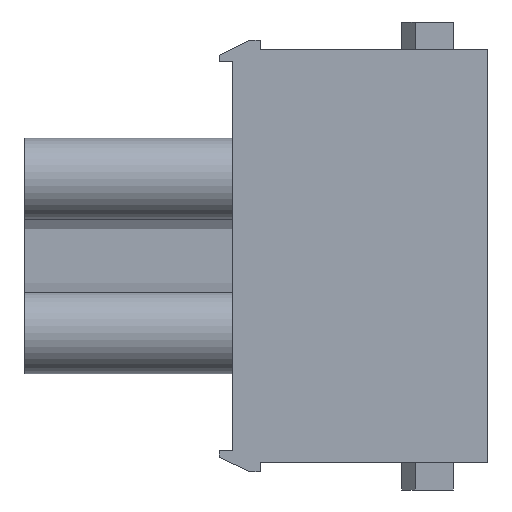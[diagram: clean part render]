
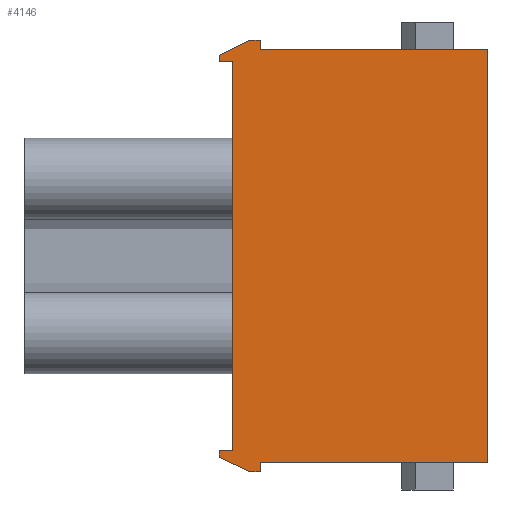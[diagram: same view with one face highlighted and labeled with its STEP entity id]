
A CAD part, left-side view. The second image highlights one B-rep face of the part: STEP entity #4146.
In plain terms, the highlighted planar face has unit normal (-1, 0, 0).
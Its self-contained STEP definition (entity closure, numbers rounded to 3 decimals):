
#2479=LINE('',#14411,#3518);
#2483=LINE('',#14420,#3522);
#2487=LINE('',#14429,#3526);
#2490=LINE('',#14435,#3529);
#2493=LINE('',#14441,#3532);
#2496=LINE('',#14447,#3535);
#2527=LINE('',#14507,#3566);
#2535=LINE('',#14523,#3574);
#2538=LINE('',#14529,#3577);
#2540=LINE('',#14533,#3579);
#2542=LINE('',#14537,#3581);
#2544=LINE('',#14541,#3583);
#2545=LINE('',#14543,#3584);
#2546=LINE('',#14545,#3585);
#3518=VECTOR('',#12096,1.);
#3522=VECTOR('',#12102,1.);
#3526=VECTOR('',#12108,1.);
#3529=VECTOR('',#12113,1.);
#3532=VECTOR('',#12118,1.);
#3535=VECTOR('',#12123,1.);
#3566=VECTOR('',#12174,1.);
#3574=VECTOR('',#12186,1.);
#3577=VECTOR('',#12191,1.);
#3579=VECTOR('',#12195,1.);
#3581=VECTOR('',#12199,1.);
#3583=VECTOR('',#12203,1.);
#3584=VECTOR('',#12206,1.);
#3585=VECTOR('',#12207,1.);
#4146=ADVANCED_FACE('',(#4924),#4538,.T.);
#4538=PLANE('',#10276);
#4924=FACE_OUTER_BOUND('',#5397,.T.);
#5397=EDGE_LOOP('',(#7492,#7493,#7494,#7495,#7496,#7497,#7498,#7499,#7500,
#7501,#7502,#7503,#7504,#7505));
#7492=ORIENTED_EDGE('',*,*,#9463,.T.);
#7493=ORIENTED_EDGE('',*,*,#9446,.F.);
#7494=ORIENTED_EDGE('',*,*,#9398,.T.);
#7495=ORIENTED_EDGE('',*,*,#9415,.T.);
#7496=ORIENTED_EDGE('',*,*,#9412,.T.);
#7497=ORIENTED_EDGE('',*,*,#9409,.T.);
#7498=ORIENTED_EDGE('',*,*,#9406,.T.);
#7499=ORIENTED_EDGE('',*,*,#9402,.T.);
#7500=ORIENTED_EDGE('',*,*,#9464,.T.);
#7501=ORIENTED_EDGE('',*,*,#9465,.T.);
#7502=ORIENTED_EDGE('',*,*,#9454,.T.);
#7503=ORIENTED_EDGE('',*,*,#9457,.T.);
#7504=ORIENTED_EDGE('',*,*,#9459,.T.);
#7505=ORIENTED_EDGE('',*,*,#9461,.T.);
#8327=VERTEX_POINT('',#14412);
#8328=VERTEX_POINT('',#14413);
#8331=VERTEX_POINT('',#14421);
#8332=VERTEX_POINT('',#14422);
#8335=VERTEX_POINT('',#14430);
#8337=VERTEX_POINT('',#14436);
#8339=VERTEX_POINT('',#14442);
#8360=VERTEX_POINT('',#14508);
#8366=VERTEX_POINT('',#14524);
#8367=VERTEX_POINT('',#14525);
#8368=VERTEX_POINT('',#14530);
#8369=VERTEX_POINT('',#14534);
#8370=VERTEX_POINT('',#14538);
#8371=VERTEX_POINT('',#14544);
#9398=EDGE_CURVE('',#8327,#8328,#2479,.T.);
#9402=EDGE_CURVE('',#8331,#8332,#2483,.T.);
#9406=EDGE_CURVE('',#8335,#8331,#2487,.T.);
#9409=EDGE_CURVE('',#8337,#8335,#2490,.T.);
#9412=EDGE_CURVE('',#8339,#8337,#2493,.T.);
#9415=EDGE_CURVE('',#8328,#8339,#2496,.T.);
#9446=EDGE_CURVE('',#8327,#8360,#2527,.T.);
#9454=EDGE_CURVE('',#8366,#8367,#2535,.T.);
#9457=EDGE_CURVE('',#8367,#8368,#2538,.T.);
#9459=EDGE_CURVE('',#8368,#8369,#2540,.T.);
#9461=EDGE_CURVE('',#8369,#8370,#2542,.T.);
#9463=EDGE_CURVE('',#8370,#8360,#2544,.T.);
#9464=EDGE_CURVE('',#8332,#8371,#2545,.T.);
#9465=EDGE_CURVE('',#8371,#8366,#2546,.T.);
#10276=AXIS2_PLACEMENT_3D('',#14546,#12208,#12209);
#12096=DIRECTION('',(0.,0.,1.));
#12102=DIRECTION('',(0.,0.,-1.));
#12108=DIRECTION('',(0.,0.901,-0.434));
#12113=DIRECTION('',(0.,1.,0.));
#12118=DIRECTION('',(0.,0.,1.));
#12123=DIRECTION('',(0.,1.,0.));
#12174=DIRECTION('',(0.,1.,0.));
#12186=DIRECTION('',(0.,1.,0.));
#12191=DIRECTION('',(0.,0.,-1.));
#12195=DIRECTION('',(0.,-0.906,-0.423));
#12199=DIRECTION('',(0.,-1.,0.));
#12203=DIRECTION('',(0.,0.,1.));
#12206=DIRECTION('',(0.,-1.,0.));
#12207=DIRECTION('',(0.,0.,-1.));
#12208=DIRECTION('',(-1.,0.,0.));
#12209=DIRECTION('',(0.,1.,0.));
#14411=CARTESIAN_POINT('',(-7.275,-17.8,-15.15));
#14412=CARTESIAN_POINT('',(-7.275,-17.8,-15.15));
#14413=CARTESIAN_POINT('',(-7.275,-17.8,15.15));
#14420=CARTESIAN_POINT('',(-7.275,1.9,14.765));
#14421=CARTESIAN_POINT('',(-7.275,1.9,14.765));
#14422=CARTESIAN_POINT('',(-7.275,1.9,14.265));
#14429=CARTESIAN_POINT('',(-7.275,-0.35,15.85));
#14430=CARTESIAN_POINT('',(-7.275,-0.35,15.85));
#14435=CARTESIAN_POINT('',(-7.275,-1.1,15.85));
#14436=CARTESIAN_POINT('',(-7.275,-1.1,15.85));
#14441=CARTESIAN_POINT('',(-7.275,-1.1,15.15));
#14442=CARTESIAN_POINT('',(-7.275,-1.1,15.15));
#14447=CARTESIAN_POINT('',(-7.275,-17.8,15.15));
#14507=CARTESIAN_POINT('',(-7.275,-17.8,-15.15));
#14508=CARTESIAN_POINT('',(-7.275,-1.1,-15.15));
#14523=CARTESIAN_POINT('',(-7.275,0.9,-14.301));
#14524=CARTESIAN_POINT('',(-7.275,0.9,-14.301));
#14525=CARTESIAN_POINT('',(-7.275,1.9,-14.301));
#14529=CARTESIAN_POINT('',(-7.275,1.9,-14.301));
#14530=CARTESIAN_POINT('',(-7.275,1.9,-14.801));
#14533=CARTESIAN_POINT('',(-7.275,1.9,-14.801));
#14534=CARTESIAN_POINT('',(-7.275,-0.35,-15.85));
#14537=CARTESIAN_POINT('',(-7.275,-0.35,-15.85));
#14538=CARTESIAN_POINT('',(-7.275,-1.1,-15.85));
#14541=CARTESIAN_POINT('',(-7.275,-1.1,-15.85));
#14543=CARTESIAN_POINT('',(-7.275,1.9,14.265));
#14544=CARTESIAN_POINT('',(-7.275,0.9,14.265));
#14545=CARTESIAN_POINT('',(-7.275,0.9,14.265));
#14546=CARTESIAN_POINT('',(-7.275,-18.2,16.307));
